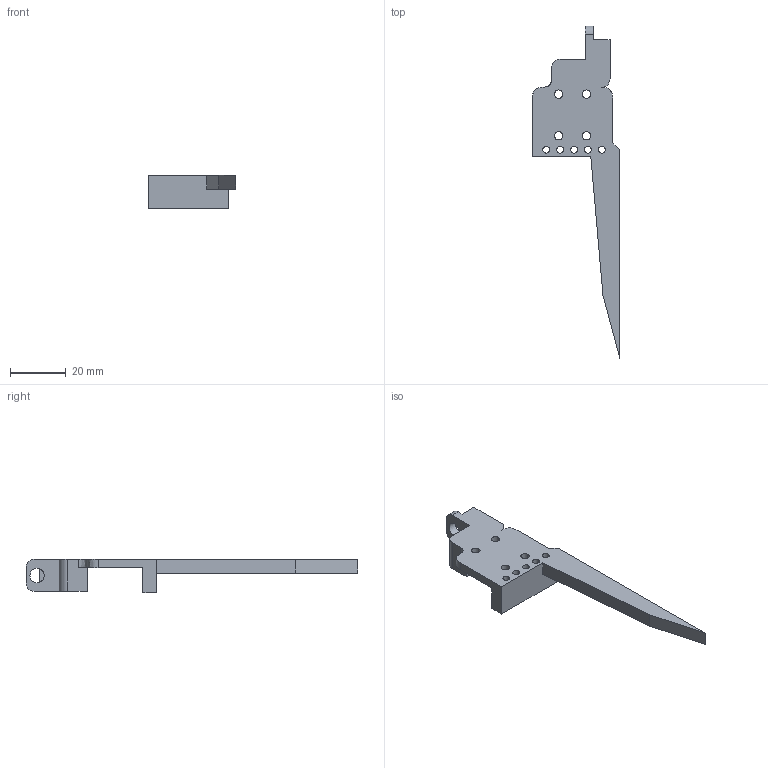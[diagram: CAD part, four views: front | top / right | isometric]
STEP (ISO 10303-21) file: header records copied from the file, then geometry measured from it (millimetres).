
FILE_DESCRIPTION (( 'STEP AP203' ), '1' );
FILE_NAME ('夹头新款电动-镜像.STEP', '2025-05-30T01:29:22', ( '' ), ( '' ), 'SwSTEP 2.0', 'SolidWorks 2020', '' );
FILE_SCHEMA (( 'CONFIG_CONTROL_DESIGN' ));
Length unit declared in the file: millimetre
Products named in the file (1): 夹头新款电动-镜像
Bounding box: 31.4 x 119.39 x 12 mm (x, y, z)
Volume: 8258.5 mm3; surface area: 6430.2 mm2
Topology: 1 solids, 1 shells, 58 faces, 161 edges, 106 vertices
Faces by surface type: plane 29, cylinder 26, bspline 3
Entity records: 2014 total; most frequent: CARTESIAN_POINT 389, ORIENTED_EDGE 322, DIRECTION 315, EDGE_CURVE 161, AXIS2_PLACEMENT_3D 110, VERTEX_POINT 106, VECTOR 95, LINE 95
